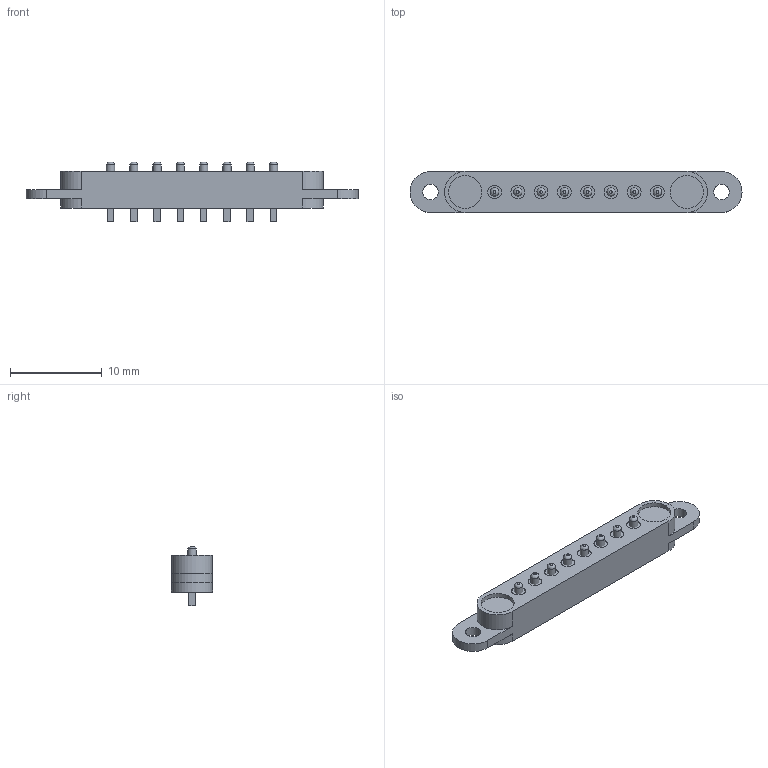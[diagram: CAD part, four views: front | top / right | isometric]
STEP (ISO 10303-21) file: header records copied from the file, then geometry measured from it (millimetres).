
FILE_DESCRIPTION(('FreeCAD Model'),'2;1');
FILE_NAME('Open CASCADE Shape Model','2025-10-31T00:16:41',(''),(''), 'Open CASCADE STEP processor 7.9','FreeCAD','Unknown');
FILE_SCHEMA(('AUTOMOTIVE_DESIGN { 1 0 10303 214 1 1 1 1 }'));
Length unit declared in the file: millimetre
Products named in the file (3): Unnamed; Body001; Body
Assembly tree (2 placements, depth 2):
  Unnamed
    Body001
    Body
Bounding box: 36.24 x 4.5 x 6.5 mm (x, y, z)
Volume: 461.2 mm3; surface area: 922.8 mm2
Topology: 2 solids, 2 shells, 111 faces, 232 edges, 152 vertices
Faces by surface type: plane 73, cylinder 30, revolution 8
Full cylindrical faces by diameter (mm): 0.9 x8, 1.5 x8, 1.7 x2, 3.607 x2
Entity records: 3089 total; most frequent: CARTESIAN_POINT 554, DIRECTION 528, ORIENTED_EDGE 464, EDGE_CURVE 232, AXIS2_PLACEMENT_3D 182, LINE 156, VECTOR 156, VERTEX_POINT 152
